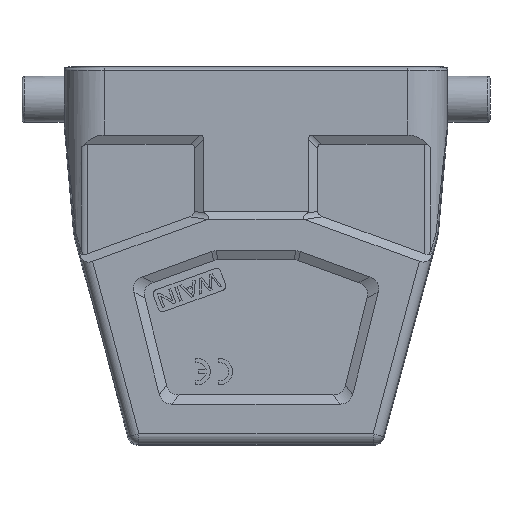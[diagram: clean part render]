
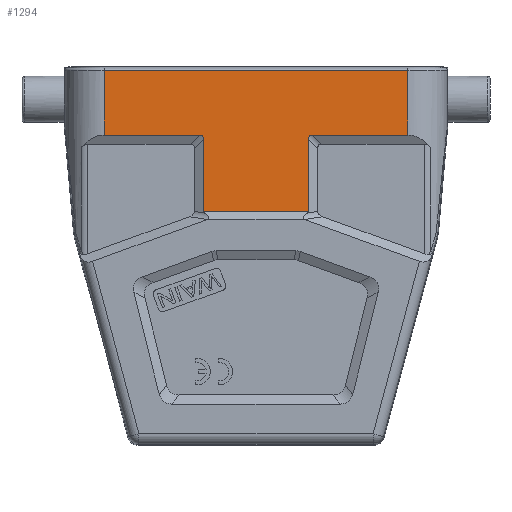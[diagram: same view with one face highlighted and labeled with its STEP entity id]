
A CAD part, front view. The second image highlights one B-rep face of the part: STEP entity #1294.
In plain terms, the highlighted planar face has unit normal (0, -1, 0).
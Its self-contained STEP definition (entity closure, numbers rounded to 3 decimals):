
#824=FACE_OUTER_BOUND('',#2241,.T.);
#1294=ADVANCED_FACE('',(#824),#1544,.T.);
#1544=PLANE('',#8935);
#1574=ELLIPSE('',#8288,3.969,1.5);
#1575=ELLIPSE('',#8292,3.969,1.5);
#2241=EDGE_LOOP('',(#5851,#5852,#5853,#5854,#5855,#5856,#5857,#5858,#5859,
#5860));
#2449=LINE('',#11768,#3159);
#2451=LINE('',#11772,#3161);
#2457=LINE('',#11789,#3167);
#2933=LINE('',#14867,#3643);
#2937=LINE('',#14927,#3647);
#2954=LINE('',#15010,#3664);
#2955=LINE('',#15014,#3665);
#2956=LINE('',#15016,#3666);
#3159=VECTOR('',#9391,1.);
#3161=VECTOR('',#9395,1.);
#3167=VECTOR('',#9409,1.);
#3643=VECTOR('',#11089,1.);
#3647=VECTOR('',#11115,1.);
#3664=VECTOR('',#11182,1.);
#3665=VECTOR('',#11187,1.);
#3666=VECTOR('',#11188,1.);
#5851=ORIENTED_EDGE('',*,*,#7839,.T.);
#5852=ORIENTED_EDGE('',*,*,#7001,.T.);
#5853=ORIENTED_EDGE('',*,*,#6998,.T.);
#5854=ORIENTED_EDGE('',*,*,#6993,.T.);
#5855=ORIENTED_EDGE('',*,*,#7853,.F.);
#5856=ORIENTED_EDGE('',*,*,#6991,.T.);
#5857=ORIENTED_EDGE('',*,*,#6988,.T.);
#5858=ORIENTED_EDGE('',*,*,#7886,.T.);
#5859=ORIENTED_EDGE('',*,*,#7888,.T.);
#5860=ORIENTED_EDGE('',*,*,#7889,.T.);
#6185=VERTEX_POINT('',#11761);
#6186=VERTEX_POINT('',#11763);
#6188=VERTEX_POINT('',#11769);
#6189=VERTEX_POINT('',#11773);
#6190=VERTEX_POINT('',#11774);
#6194=VERTEX_POINT('',#11784);
#6196=VERTEX_POINT('',#11790);
#6722=VERTEX_POINT('',#14832);
#6751=VERTEX_POINT('',#15011);
#6752=VERTEX_POINT('',#15015);
#6988=EDGE_CURVE('',#6186,#6185,#1574,.T.);
#6991=EDGE_CURVE('',#6188,#6186,#2449,.T.);
#6993=EDGE_CURVE('',#6189,#6190,#2451,.T.);
#6998=EDGE_CURVE('',#6194,#6189,#1575,.T.);
#7001=EDGE_CURVE('',#6196,#6194,#2457,.T.);
#7839=EDGE_CURVE('',#6722,#6196,#2933,.T.);
#7853=EDGE_CURVE('',#6188,#6190,#2937,.T.);
#7886=EDGE_CURVE('',#6185,#6751,#2954,.T.);
#7888=EDGE_CURVE('',#6751,#6752,#2955,.T.);
#7889=EDGE_CURVE('',#6752,#6722,#2956,.T.);
#8288=AXIS2_PLACEMENT_3D('',#11762,#9385,#9386);
#8292=AXIS2_PLACEMENT_3D('',#11783,#9402,#9403);
#8935=AXIS2_PLACEMENT_3D('',#15017,#11189,#11190);
#9385=DIRECTION('',(0.,1.,0.));
#9386=DIRECTION('',(-0.707,0.,0.707));
#9391=DIRECTION('',(0.,0.,1.));
#9395=DIRECTION('',(0.,0.,-1.));
#9402=DIRECTION('',(0.,1.,0.));
#9403=DIRECTION('',(0.707,0.,0.707));
#9409=DIRECTION('',(1.,0.,0.));
#11089=DIRECTION('',(0.,0.,-1.));
#11115=DIRECTION('',(-1.,0.,0.));
#11182=DIRECTION('',(1.,0.,0.));
#11187=DIRECTION('',(0.,0.,1.));
#11188=DIRECTION('',(-1.,0.,0.));
#11189=DIRECTION('',(0.,-1.,0.));
#11190=DIRECTION('',(1.,0.,0.));
#11761=CARTESIAN_POINT('',(10.75,-21.5,-13.));
#11762=CARTESIAN_POINT('',(13.,-21.5,-16.));
#11763=CARTESIAN_POINT('',(10.,-21.5,-13.75));
#11768=CARTESIAN_POINT('',(10.,-21.5,0.));
#11769=CARTESIAN_POINT('',(10.,-21.5,-27.456));
#11772=CARTESIAN_POINT('',(-10.,-21.5,0.));
#11773=CARTESIAN_POINT('',(-10.,-21.5,-13.75));
#11774=CARTESIAN_POINT('',(-10.,-21.5,-27.456));
#11783=CARTESIAN_POINT('',(-13.,-21.5,-16.));
#11784=CARTESIAN_POINT('',(-10.75,-21.5,-13.));
#11789=CARTESIAN_POINT('',(0.,-21.5,-13.));
#11790=CARTESIAN_POINT('',(-28.878,-21.5,-13.));
#14832=CARTESIAN_POINT('',(-28.878,-21.5,-0.783));
#14867=CARTESIAN_POINT('',(-28.878,-21.5,-11.));
#14927=CARTESIAN_POINT('',(0.,-21.5,-27.456));
#15010=CARTESIAN_POINT('',(0.,-21.5,-13.));
#15011=CARTESIAN_POINT('',(28.878,-21.5,-13.));
#15014=CARTESIAN_POINT('',(28.878,-21.5,0.));
#15015=CARTESIAN_POINT('',(28.878,-21.5,-0.783));
#15016=CARTESIAN_POINT('',(36.5,-21.5,-0.783));
#15017=CARTESIAN_POINT('',(0.,-21.5,0.));
